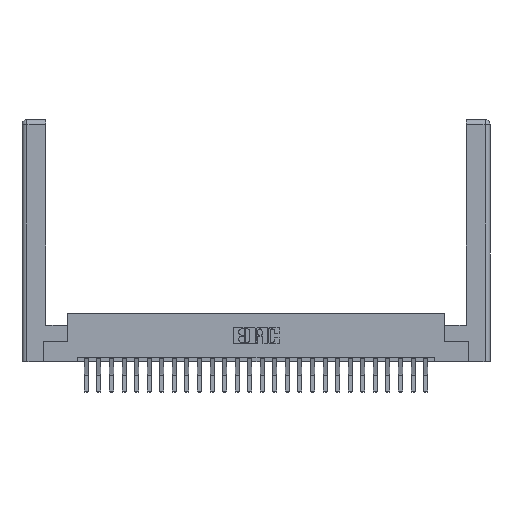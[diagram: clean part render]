
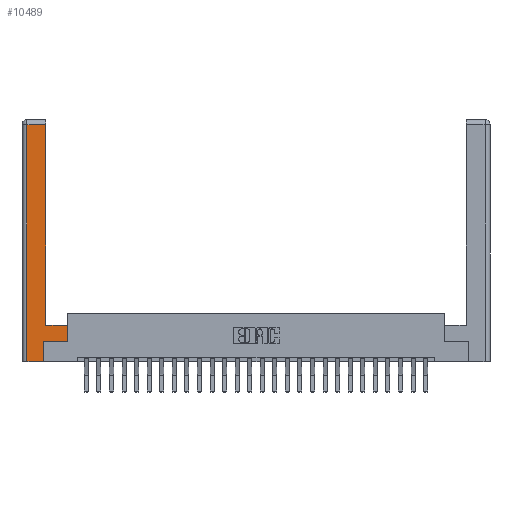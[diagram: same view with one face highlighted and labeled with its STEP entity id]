
A CAD part, top view. The second image highlights one B-rep face of the part: STEP entity #10489.
In plain terms, the highlighted planar face has unit normal (0, 0, 1).
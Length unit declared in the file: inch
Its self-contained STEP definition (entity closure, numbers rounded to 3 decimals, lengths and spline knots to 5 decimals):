
#222 = CARTESIAN_POINT ( 'NONE',  ( 0.0615, 0., 0. ) ) ;
#454 = LINE ( 'NONE', #4351, #1710 ) ;
#684 = EDGE_CURVE ( 'NONE', #17650, #21622, #6101, .T. ) ;
#981 = CARTESIAN_POINT ( 'NONE',  ( 0.265, 0.245, 0. ) ) ;
#1028 = EDGE_CURVE ( 'NONE', #7687, #14570, #2892, .T. ) ;
#1264 = LINE ( 'NONE', #981, #9803 ) ;
#1710 = VECTOR ( 'NONE', #12544, 39.37008 ) ;
#2010 = LINE ( 'NONE', #25880, #5506 ) ;
#2568 = ORIENTED_EDGE ( 'NONE', *, *, #6917, .T. ) ;
#2662 = VERTEX_POINT ( 'NONE', #14503 ) ;
#2892 = LINE ( 'NONE', #8863, #7976 ) ;
#3996 = CARTESIAN_POINT ( 'NONE',  ( 0.295, 0.45, 0. ) ) ;
#4264 = VECTOR ( 'NONE', #8723, 39.37008 ) ;
#4351 = CARTESIAN_POINT ( 'NONE',  ( 0.0615, 2.94, 0. ) ) ;
#5259 = CARTESIAN_POINT ( 'NONE',  ( 0., 0., 0. ) ) ;
#5506 = VECTOR ( 'NONE', #5762, 39.37008 ) ;
#5762 = DIRECTION ( 'NONE',  ( 1., 0., 0. ) ) ;
#5776 = EDGE_CURVE ( 'NONE', #16150, #16754, #10300, .T. ) ;
#6094 = CARTESIAN_POINT ( 'NONE',  ( 0.565, 0.245, 0. ) ) ;
#6101 = LINE ( 'NONE', #11993, #22881 ) ;
#6547 = ORIENTED_EDGE ( 'NONE', *, *, #5776, .T. ) ;
#6633 = DIRECTION ( 'NONE',  ( 0., 1., 0. ) ) ;
#6917 = EDGE_CURVE ( 'NONE', #21622, #2662, #12130, .T. ) ;
#7496 = ORIENTED_EDGE ( 'NONE', *, *, #1028, .T. ) ;
#7546 = ORIENTED_EDGE ( 'NONE', *, *, #15994, .T. ) ;
#7687 = VERTEX_POINT ( 'NONE', #16040 ) ;
#7747 = CARTESIAN_POINT ( 'NONE',  ( 0.295, 3., 0. ) ) ;
#7976 = VECTOR ( 'NONE', #8283, 39.37008 ) ;
#8212 = VERTEX_POINT ( 'NONE', #17617 ) ;
#8283 = DIRECTION ( 'NONE',  ( 0., -1., 0. ) ) ;
#8723 = DIRECTION ( 'NONE',  ( 1., 0., 0. ) ) ;
#8863 = CARTESIAN_POINT ( 'NONE',  ( 0.0615, 0., 0. ) ) ;
#9803 = VECTOR ( 'NONE', #17568, 39.37008 ) ;
#10300 = LINE ( 'NONE', #19087, #4264 ) ;
#10489 = ADVANCED_FACE ( 'NONE', ( #21997 ), #23551, .F. ) ;
#11694 = EDGE_CURVE ( 'NONE', #16754, #17650, #23806, .T. ) ;
#11993 = CARTESIAN_POINT ( 'NONE',  ( 0.295, 0.45, 0. ) ) ;
#12130 = LINE ( 'NONE', #7747, #17853 ) ;
#12544 = DIRECTION ( 'NONE',  ( -1., 0., 0. ) ) ;
#14067 = DIRECTION ( 'NONE',  ( -1., 0., 0. ) ) ;
#14503 = CARTESIAN_POINT ( 'NONE',  ( 0.295, 2.94, 0. ) ) ;
#14570 = VERTEX_POINT ( 'NONE', #222 ) ;
#15217 = AXIS2_PLACEMENT_3D ( 'NONE', #5259, #23466, #17611 ) ;
#15994 = EDGE_CURVE ( 'NONE', #2662, #7687, #454, .T. ) ;
#16040 = CARTESIAN_POINT ( 'NONE',  ( 0.0615, 2.94, 0. ) ) ;
#16082 = ORIENTED_EDGE ( 'NONE', *, *, #684, .T. ) ;
#16150 = VERTEX_POINT ( 'NONE', #22932 ) ;
#16156 = EDGE_CURVE ( 'NONE', #14570, #8212, #2010, .T. ) ;
#16754 = VERTEX_POINT ( 'NONE', #6094 ) ;
#17568 = DIRECTION ( 'NONE',  ( 0., 1., 0. ) ) ;
#17611 = DIRECTION ( 'NONE',  ( -1., 0., 0. ) ) ;
#17617 = CARTESIAN_POINT ( 'NONE',  ( 0.265, 0., 0. ) ) ;
#17650 = VERTEX_POINT ( 'NONE', #23719 ) ;
#17853 = VECTOR ( 'NONE', #6633, 39.37008 ) ;
#18290 = CARTESIAN_POINT ( 'NONE',  ( 0.565, 0.45, 0. ) ) ;
#18564 = DIRECTION ( 'NONE',  ( 0., 1., 0. ) ) ;
#19087 = CARTESIAN_POINT ( 'NONE',  ( 0.565, 0.245, 0. ) ) ;
#19647 = EDGE_CURVE ( 'NONE', #8212, #16150, #1264, .T. ) ;
#20603 = ORIENTED_EDGE ( 'NONE', *, *, #19647, .T. ) ;
#21410 = ORIENTED_EDGE ( 'NONE', *, *, #16156, .T. ) ;
#21622 = VERTEX_POINT ( 'NONE', #3996 ) ;
#21997 = FACE_OUTER_BOUND ( 'NONE', #24886, .T. ) ;
#22881 = VECTOR ( 'NONE', #14067, 39.37008 ) ;
#22932 = CARTESIAN_POINT ( 'NONE',  ( 0.265, 0.245, 0. ) ) ;
#23466 = DIRECTION ( 'NONE',  ( 0., 0., -1. ) ) ;
#23551 = PLANE ( 'NONE',  #15217 ) ;
#23719 = CARTESIAN_POINT ( 'NONE',  ( 0.565, 0.45, 0. ) ) ;
#23806 = LINE ( 'NONE', #18290, #25122 ) ;
#24886 = EDGE_LOOP ( 'NONE', ( #2568, #7546, #7496, #21410, #20603, #6547, #25281, #16082 ) ) ;
#25122 = VECTOR ( 'NONE', #18564, 39.37008 ) ;
#25281 = ORIENTED_EDGE ( 'NONE', *, *, #11694, .T. ) ;
#25880 = CARTESIAN_POINT ( 'NONE',  ( 0.265, 0., 0. ) ) ;
